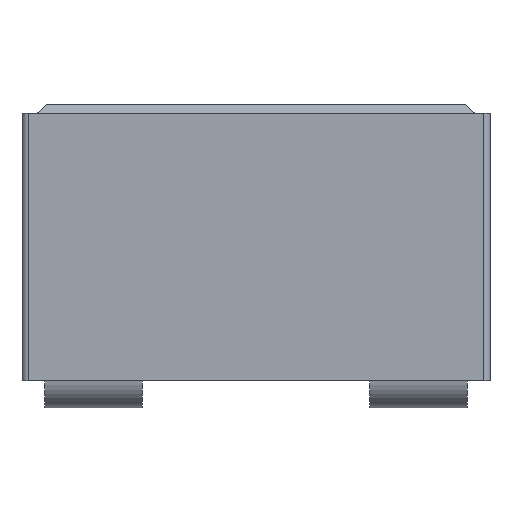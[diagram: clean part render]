
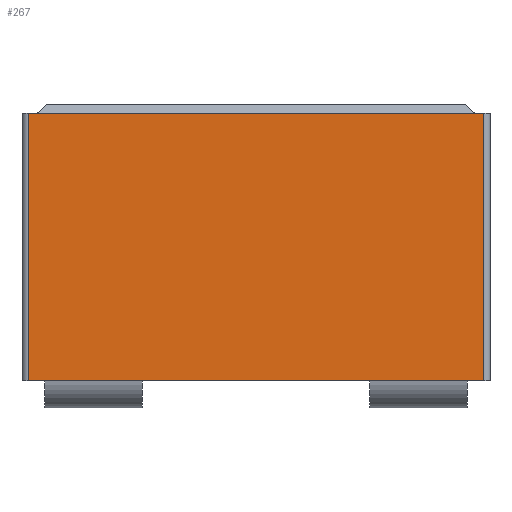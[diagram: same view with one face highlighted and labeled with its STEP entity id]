
A CAD part, left-side view. The second image highlights one B-rep face of the part: STEP entity #267.
In plain terms, the highlighted planar face has unit normal (-1, 0, 0).
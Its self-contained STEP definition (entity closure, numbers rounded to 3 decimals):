
#267 = ADVANCED_FACE( '', ( #567 ), #568, .T. );
#567 = FACE_OUTER_BOUND( '', #909, .T. );
#568 = PLANE( '', #910 );
#909 = EDGE_LOOP( '', ( #1768, #1769, #1770, #1771 ) );
#910 = AXIS2_PLACEMENT_3D( '', #1772, #1773, #1774 );
#1768 = ORIENTED_EDGE( '', *, *, #2468, .T. );
#1769 = ORIENTED_EDGE( '', *, *, #2241, .F. );
#1770 = ORIENTED_EDGE( '', *, *, #2469, .T. );
#1771 = ORIENTED_EDGE( '', *, *, #2435, .F. );
#1772 = CARTESIAN_POINT( '', ( -8.2, -7.7, 9.1 ) );
#1773 = DIRECTION( '', ( -1., 0., 0. ) );
#1774 = DIRECTION( '', ( 0., -1., 0. ) );
#2241 = EDGE_CURVE( '', #2654, #2656, #2657, .T. );
#2435 = EDGE_CURVE( '', #2949, #2950, #2951, .T. );
#2468 = EDGE_CURVE( '', #2949, #2656, #2997, .F. );
#2469 = EDGE_CURVE( '', #2654, #2950, #2998, .T. );
#2654 = VERTEX_POINT( '', #3366 );
#2656 = VERTEX_POINT( '', #3368 );
#2657 = LINE( '', #3369, #3370 );
#2949 = VERTEX_POINT( '', #4031 );
#2950 = VERTEX_POINT( '', #4032 );
#2951 = LINE( '', #4033, #4034 );
#2997 = LINE( '', #4169, #4170 );
#2998 = LINE( '', #4171, #4172 );
#3366 = CARTESIAN_POINT( '', ( -8.2, 7.5, 8.8 ) );
#3368 = CARTESIAN_POINT( '', ( -8.2, -7.5, 8.8 ) );
#3369 = CARTESIAN_POINT( '', ( -8.2, 7.7, 8.8 ) );
#3370 = VECTOR( '', #4434, 1000. );
#4031 = CARTESIAN_POINT( '', ( -8.2, -7.5, 0. ) );
#4032 = CARTESIAN_POINT( '', ( -8.2, 7.5, 0. ) );
#4033 = CARTESIAN_POINT( '', ( -8.2, -7.7, 0. ) );
#4034 = VECTOR( '', #4527, 1000. );
#4169 = CARTESIAN_POINT( '', ( -8.2, -7.5, 9.1 ) );
#4170 = VECTOR( '', #4551, 1000. );
#4171 = CARTESIAN_POINT( '', ( -8.2, 7.5, 9.1 ) );
#4172 = VECTOR( '', #4552, 1000. );
#4434 = DIRECTION( '', ( 0., -1., 0. ) );
#4527 = DIRECTION( '', ( 0., 1., 0. ) );
#4551 = DIRECTION( '', ( 0., 0., -1. ) );
#4552 = DIRECTION( '', ( 0., 0., -1. ) );
